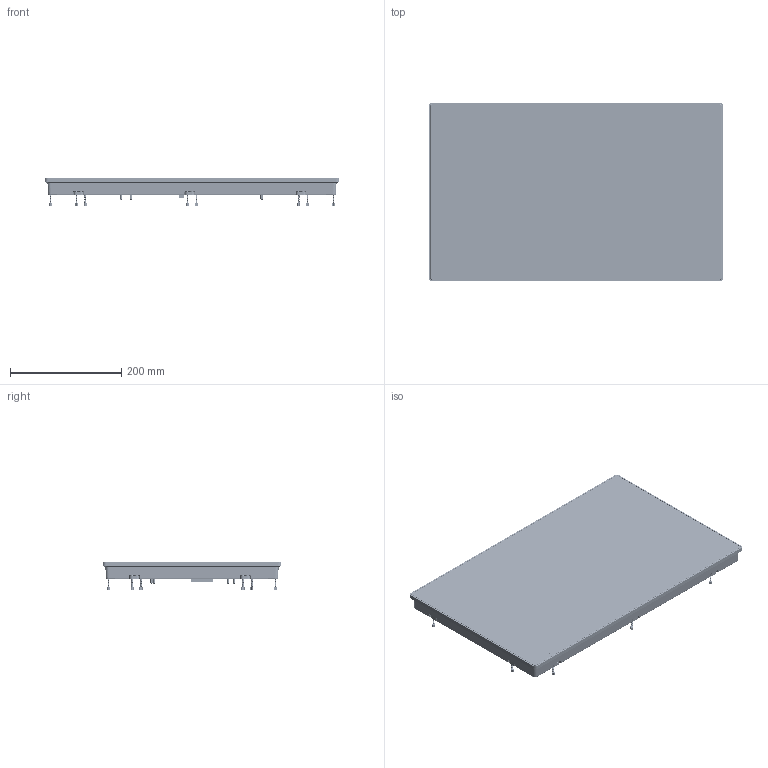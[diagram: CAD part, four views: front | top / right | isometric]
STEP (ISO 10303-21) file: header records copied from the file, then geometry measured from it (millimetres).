
FILE_DESCRIPTION (( 'STEP AP203' ), '1' );
FILE_NAME ('FPM-S21W.STEP', '2024-09-10T07:32:16', ( '' ), ( '' ), 'SwSTEP 2.0', 'SolidWorks 2022', '' );
FILE_SCHEMA (( 'CONFIG_CONTROL_DESIGN' ));
Length unit declared in the file: millimetre
Products named in the file (14): 1930006108-01_默认; Guide Pin for DM12R-LITA; 1930009182_Screw M4x23L SPS D=5.5 H=5 (2+) ST Ni none_默认; 1960116646N001_DB Cover for FPM-S15W Powder 432C; 1-Clamper for FPM-S; Panel  Cover for FPM-S21W Liquid PMS 432C; 199XXT001_IP Rubber FPM-S21W Black 30 (xD3mm); 2130024353T000_SPONGE Clamper D7.4x1.5mm for TPC-310W; Reference_TPC_Box Module Guideline-sketch; 1960115489N011_M4 Clamper for TPC-310W Anodizing silver; 1930005194_默认; 9-PCBA_Docking for TPC-S; st_20240321_0101_1523159(2024020); FPM-S21W
Assembly tree (36 placements, depth 3):
  Reference_TPC_Box Module Guideline-sketch
  FPM-S21W
    1960116646N001_DB Cover for FPM-S15W Powder 432C
    199XXT001_IP Rubber FPM-S21W Black 30 (xD3mm)
    1930005194_默认  x10
    1-Clamper for FPM-S  x10
      1960115489N011_M4 Clamper for TPC-310W Anodizing silver
      1930009182_Screw M4x23L SPS D=5.5 H=5 (2+) ST Ni none_默认
      2130024353T000_SPONGE Clamper D7.4x1.5mm for TPC-310W
    9-PCBA_Docking for TPC-S
      st_20240321_0101_1523159(2024020)
    1930006108-01_默认  x4
    Guide Pin for DM12R-LITA  x4
    Panel  Cover for FPM-S21W Liquid PMS 432C
Bounding box: 529.6 x 321.3 x 49.81 mm (x, y, z)
Volume: 4896792.9 mm3; surface area: 465676.4 mm2
Topology: 52 solids, 93 shells, 5279 faces, 14050 edges, 9294 vertices
Faces by surface type: plane 2609, cylinder 2104, torus 214, cone 198, bspline 154
Full cylindrical faces by diameter (mm): 1.32 x1, 2.45 x4, 2.459 x44, 2.5 x4, 3 x5, 3.242 x18, 4 x4, 5 x4, 5.5 x14, 5.6 x10, 5.8 x10, 6 x10, 7 x10, 7.2 x10, 7.5 x10
Entity records: 132320 total; most frequent: CARTESIAN_POINT 41731, ORIENTED_EDGE 20064, DIRECTION 16115, EDGE_CURVE 10032, VERTEX_POINT 6743, AXIS2_PLACEMENT_3D 5616, VECTOR 4883, LINE 4883
